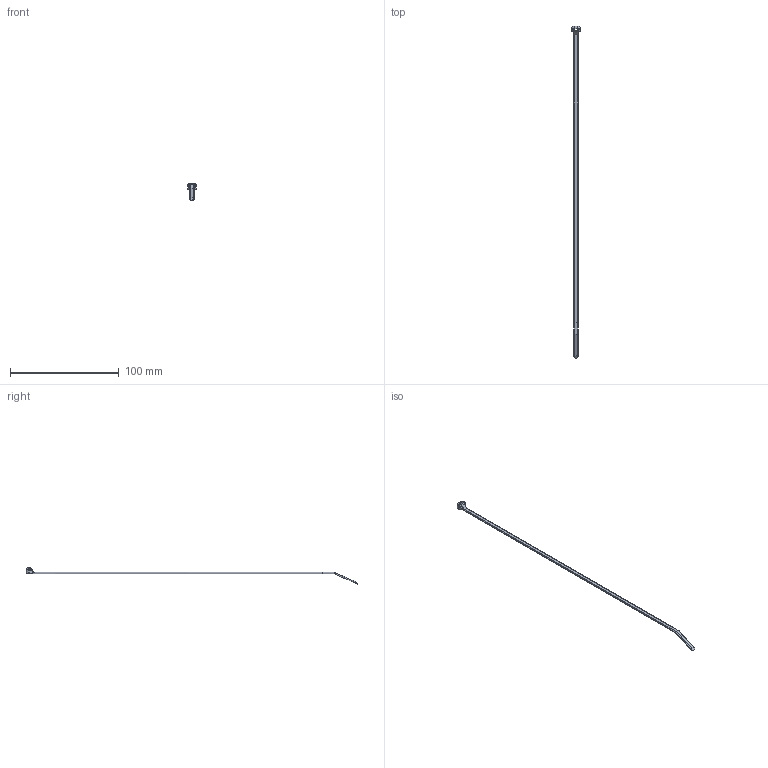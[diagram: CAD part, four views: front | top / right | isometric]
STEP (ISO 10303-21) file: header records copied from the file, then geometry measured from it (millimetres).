
FILE_DESCRIPTION(/* description */ (''),/* implementation_level */ '2;1');
FILE_NAME(/* name */ 'PANDUIT_BT3S',/* time_stamp */ '2012-02-10T14:12:28-06:00',/* author */ (''),/* organization */ (''),/* preprocessor_version */ 'ST-DEVELOPER v9',/* originating_system */ 'UGS - NX 3.0',/* authorisation */ '');
FILE_SCHEMA (('CONFIG_CONTROL_DESIGN'));
Length unit declared in the file: inch
Products named in the file (1): bwgA90E6q68
Bounding box: 8.13 x 304.59 x 15.12 mm (x, y, z)
Volume: 1807.6 mm3; surface area: 3360.8 mm2
Topology: 2 solids, 2 shells, 92 faces, 224 edges, 131 vertices
Faces by surface type: cylinder 32, plane 27, bspline 16, sphere 7, torus 6, extrusion 4
Entity records: 3167 total; most frequent: CARTESIAN_POINT 986, DIRECTION 454, ORIENTED_EDGE 436, EDGE_CURVE 218, AXIS2_PLACEMENT_3D 180, VERTEX_POINT 129, VECTOR 94, EDGE_LOOP 93
